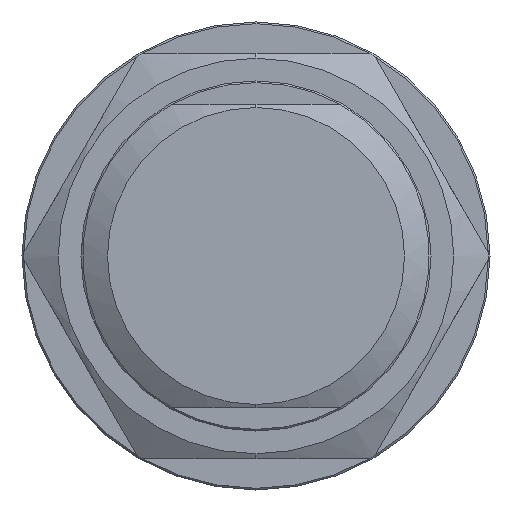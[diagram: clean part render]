
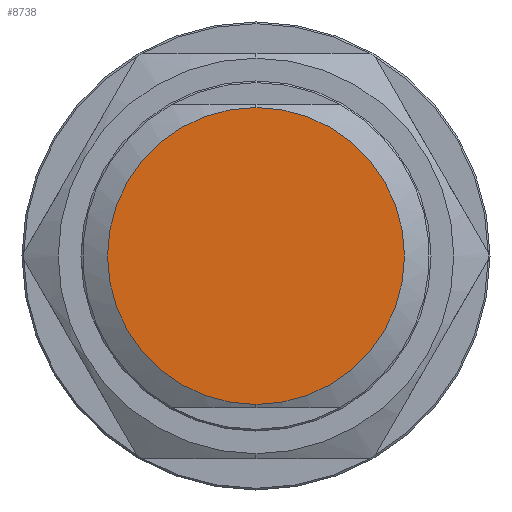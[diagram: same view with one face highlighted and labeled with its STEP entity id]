
A CAD part, left-side view. The second image highlights one B-rep face of the part: STEP entity #8738.
In plain terms, the highlighted planar face has unit normal (-1, 0, 0).
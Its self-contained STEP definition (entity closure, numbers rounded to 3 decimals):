
#416 = CARTESIAN_POINT ( 'NONE',  ( -25.55, 17.575, 0. ) ) ;
#448 = DIRECTION ( 'NONE',  ( 1., 0., 0. ) ) ;
#972 = DIRECTION ( 'NONE',  ( 0., 0., 1. ) ) ;
#1659 = AXIS2_PLACEMENT_3D ( 'NONE', #2808, #6445, #8607 ) ;
#1742 = CIRCLE ( 'NONE', #1659, 17.575 ) ;
#1805 = CARTESIAN_POINT ( 'NONE',  ( -25.55, 0., -17.575 ) ) ;
#2106 = AXIS2_PLACEMENT_3D ( 'NONE', #6726, #3821, #972 ) ;
#2808 = CARTESIAN_POINT ( 'NONE',  ( -25.55, 0., 0. ) ) ;
#3018 = FACE_OUTER_BOUND ( 'NONE', #4573, .T. ) ;
#3821 = DIRECTION ( 'NONE',  ( -1., 0., 0. ) ) ;
#4455 = EDGE_CURVE ( 'NONE', #7446, #4854, #1742, .T. ) ;
#4573 = EDGE_LOOP ( 'NONE', ( #7769, #9011 ) ) ;
#4854 = VERTEX_POINT ( 'NONE', #6965 ) ;
#5561 = PLANE ( 'NONE',  #9132 ) ;
#6168 = DIRECTION ( 'NONE',  ( 0., 0., -1. ) ) ;
#6445 = DIRECTION ( 'NONE',  ( -1., 0., 0. ) ) ;
#6502 = CIRCLE ( 'NONE', #2106, 17.575 ) ;
#6726 = CARTESIAN_POINT ( 'NONE',  ( -25.55, 0., 0. ) ) ;
#6965 = CARTESIAN_POINT ( 'NONE',  ( -25.55, 0., 17.575 ) ) ;
#7318 = EDGE_CURVE ( 'NONE', #4854, #7446, #6502, .T. ) ;
#7446 = VERTEX_POINT ( 'NONE', #1805 ) ;
#7769 = ORIENTED_EDGE ( 'NONE', *, *, #4455, .T. ) ;
#8607 = DIRECTION ( 'NONE',  ( 0., 0., 1. ) ) ;
#8738 = ADVANCED_FACE ( 'NONE', ( #3018 ), #5561, .F. ) ;
#9011 = ORIENTED_EDGE ( 'NONE', *, *, #7318, .T. ) ;
#9132 = AXIS2_PLACEMENT_3D ( 'NONE', #416, #448, #6168 ) ;
